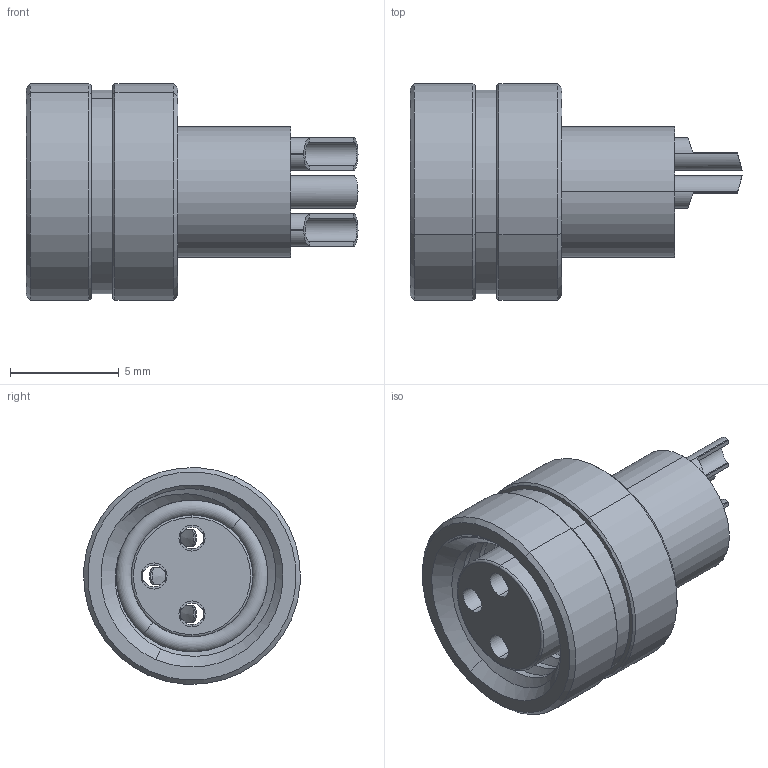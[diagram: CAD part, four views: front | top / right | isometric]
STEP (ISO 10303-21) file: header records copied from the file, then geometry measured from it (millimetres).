
FILE_DESCRIPTION (( 'STEP AP203' ), '1' );
FILE_NAME ('50-00677_A.STEP', '2022-05-10T18:07:38', ( '' ), ( '' ), 'SwSTEP 2.0', 'SolidWorks 2021', '' );
FILE_SCHEMA (( 'CONFIG_CONTROL_DESIGN' ));
Length unit declared in the file: millimetre
Products named in the file (5): 50-00677-01___; 50-00677-04___; 50-00677_A; 50-00677-03___; 50-00677-02_STEP
Assembly tree (6 placements, depth 2):
  50-00677_A
    50-00677-01___
    50-00677-02_STEP
    50-00677-03___  x3
    50-00677-04___
Bounding box: 15.3 x 9.98 x 9.98 mm (x, y, z)
Volume: 542.3 mm3; surface area: 1398.7 mm2
Topology: 6 solids, 6 shells, 242 faces, 603 edges, 385 vertices
Faces by surface type: cylinder 90, plane 88, cone 38, bspline 20, torus 6
Entity records: 5259 total; most frequent: CARTESIAN_POINT 1804, ORIENTED_EDGE 618, DIRECTION 592, EDGE_CURVE 309, AXIS2_PLACEMENT_3D 238, VERTEX_POINT 197, EDGE_LOOP 148, FACE_OUTER_BOUND 128
